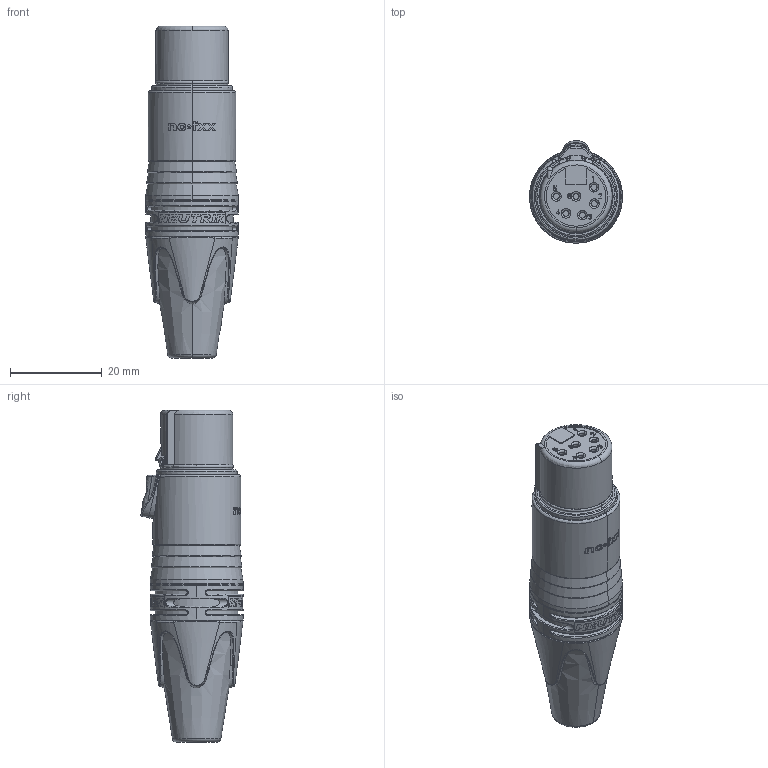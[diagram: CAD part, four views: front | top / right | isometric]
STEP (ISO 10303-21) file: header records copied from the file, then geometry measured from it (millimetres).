
FILE_DESCRIPTION((''),'2;1');
FILE_NAME('30010470','2023-04-18T11:57:08',('SYSTEM'),(''),'CREO PARAMETRIC BY PTC INC, 2021184','CREO PARAMETRIC BY PTC INC, 2021184','');
FILE_SCHEMA(('CONFIG_CONTROL_DESIGN'));
Products named in the file (1): 30010470
Bounding box: 20.33 x 22.36 x 72.5 mm (x, y, z)
Volume: 17124.9 mm3; surface area: 5200.1 mm2
Topology: 1 solids, 2 shells, 1053 faces, 2773 edges, 1776 vertices
Faces by surface type: plane 513, bspline 199, cylinder 138, extrusion 112, torus 64, cone 18, sphere 7, revolution 2
Entity records: 48243 total; most frequent: CARTESIAN_POINT 24032, ORIENTED_EDGE 5544, DIRECTION 4160, EDGE_CURVE 2772, VERTEX_POINT 1776, VECTOR 1486, LINE 1374, AXIS2_PLACEMENT_3D 1336
